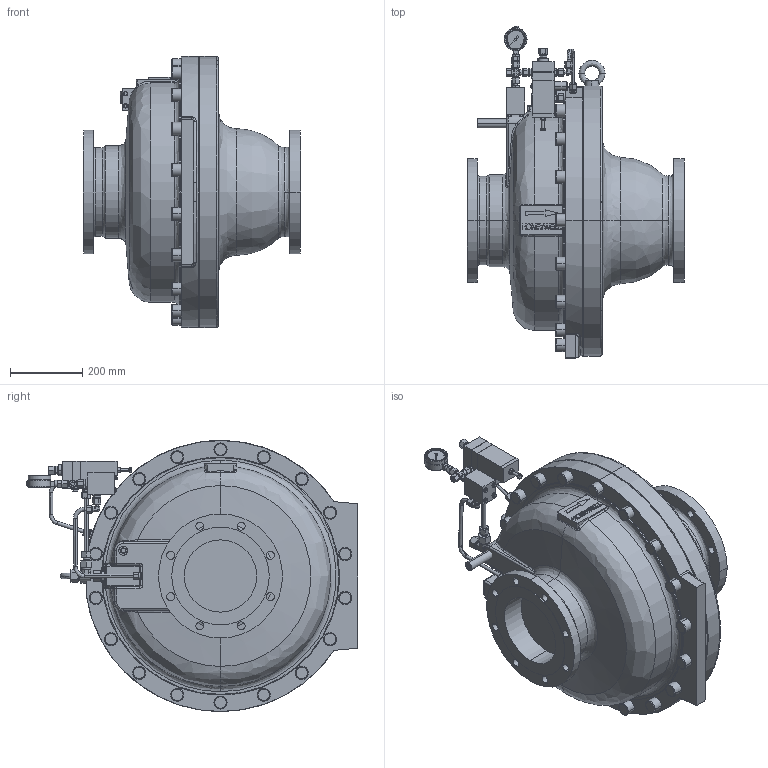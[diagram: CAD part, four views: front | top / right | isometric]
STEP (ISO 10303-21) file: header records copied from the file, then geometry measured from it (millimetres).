
FILE_DESCRIPTION (( 'STEP AP214' ), '1' );
FILE_NAME ('HON512_DN200_DN200_cl150_650-1.STEP', '2020-06-10T08:50:54', ( '' ), ( '' ), 'SwSTEP 2.0', 'SolidWorks 2017', '' );
FILE_SCHEMA (( 'AUTOMOTIVE_DESIGN' ));
Length unit declared in the file: millimetre
Products named in the file (1): HON512_DN200_DN200_cl150_650-1
Bounding box: 601.5 x 917.7 x 750 mm (x, y, z)
Volume: 113430299.3 mm3; surface area: 2175671 mm2
Topology: 4 solids, 5 shells, 1623 faces, 3814 edges, 2338 vertices
Faces by surface type: plane 620, cone 443, cylinder 352, bspline 208
Entity records: 68018 total; most frequent: CARTESIAN_POINT 23690, ORIENTED_EDGE 7608, DIRECTION 6831, EDGE_CURVE 3804, AXIS2_PLACEMENT_3D 2739, VERTEX_POINT 2338, EDGE_LOOP 1806, FACE_OUTER_BOUND 1623
